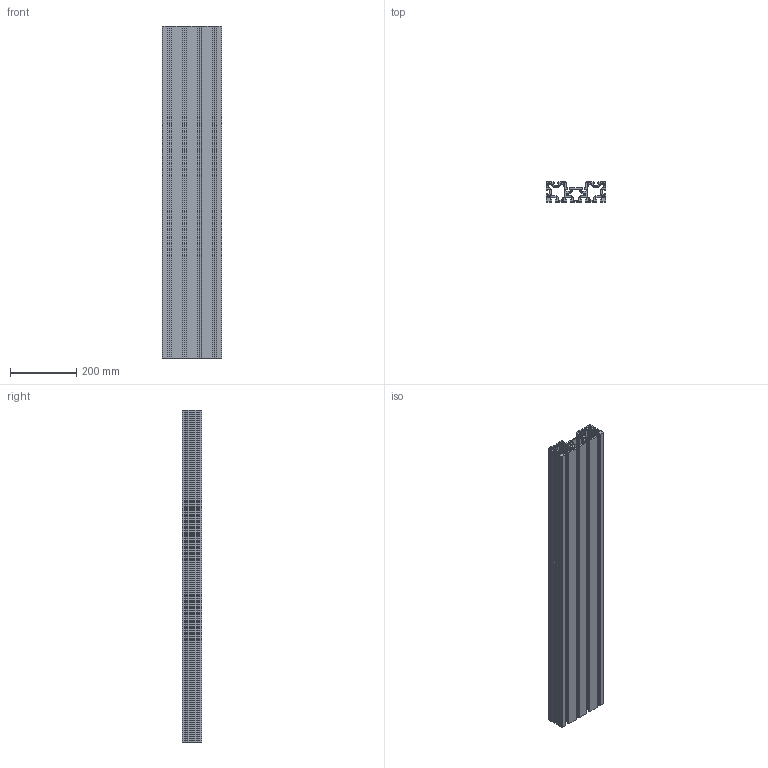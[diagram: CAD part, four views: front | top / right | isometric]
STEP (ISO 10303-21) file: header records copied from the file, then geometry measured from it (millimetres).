
FILE_DESCRIPTION (( 'STEP AP214' ), '1' );
FILE_NAME ('3618CNC Êîíñòðóêöèîííûé ïðîôèëü äëÿ ñòàíêà 60õ180.STEP', '2023-06-19T08:09:24', ( '' ), ( '' ), 'SwSTEP 2.0', 'SolidWorks 2022', '' );
FILE_SCHEMA (( 'AUTOMOTIVE_DESIGN' ));
Length unit declared in the file: millimetre
Products named in the file (1): 3618CNC Конструкционный профиль для станка 60х180
Bounding box: 180 x 60 x 1000 mm (x, y, z)
Volume: 3767401.3 mm3; surface area: 1596446.9 mm2
Topology: 1 solids, 1 shells, 593 faces, 1773 edges, 1182 vertices
Faces by surface type: cylinder 303, plane 290
Entity records: 20663 total; most frequent: DIRECTION 3567, CARTESIAN_POINT 3549, ORIENTED_EDGE 3546, EDGE_CURVE 1773, AXIS2_PLACEMENT_3D 1200, VERTEX_POINT 1182, VECTOR 1167, LINE 1167
